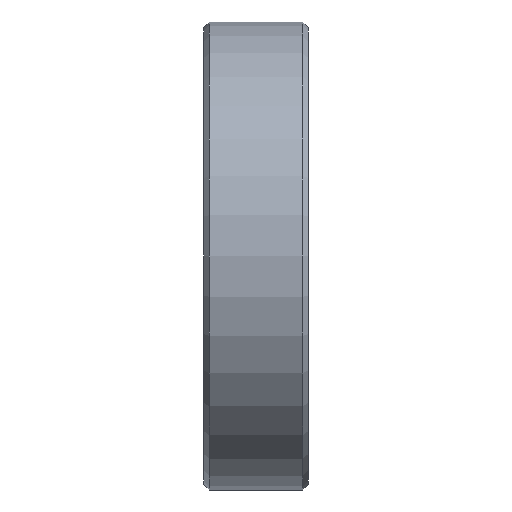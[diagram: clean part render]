
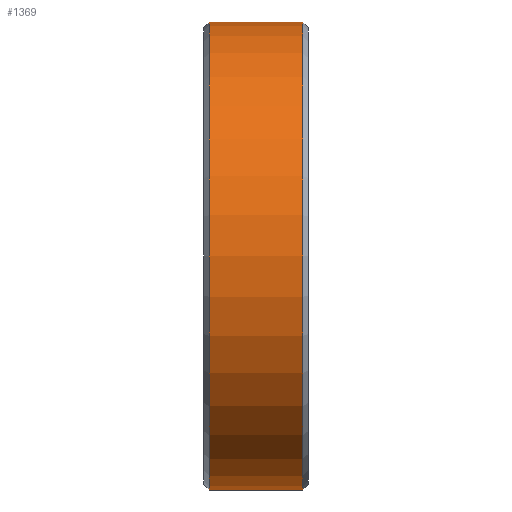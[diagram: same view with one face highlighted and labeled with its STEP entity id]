
A CAD part, left-side view. The second image highlights one B-rep face of the part: STEP entity #1369.
In plain terms, the highlighted cylindrical face has radius 17 mm (diameter 34 mm), a partial arc.
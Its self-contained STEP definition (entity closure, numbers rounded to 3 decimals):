
#53 = ORIENTED_EDGE ( 'NONE', *, *, #1166, .T. ) ;
#87 = EDGE_CURVE ( 'NONE', #847, #669, #1486, .T. ) ;
#133 = EDGE_CURVE ( 'NONE', #669, #444, #964, .T. ) ;
#135 = LINE ( 'NONE', #948, #1286 ) ;
#169 = AXIS2_PLACEMENT_3D ( 'NONE', #1400, #554, #1472 ) ;
#203 = CIRCLE ( 'NONE', #169, 17. ) ;
#371 = CARTESIAN_POINT ( 'NONE',  ( 0., 0.4, -17. ) ) ;
#416 = VERTEX_POINT ( 'NONE', #823 ) ;
#444 = VERTEX_POINT ( 'NONE', #809 ) ;
#454 = AXIS2_PLACEMENT_3D ( 'NONE', #1189, #1223, #1292 ) ;
#474 = ORIENTED_EDGE ( 'NONE', *, *, #1200, .F. ) ;
#538 = AXIS2_PLACEMENT_3D ( 'NONE', #1457, #935, #1444 ) ;
#554 = DIRECTION ( 'NONE',  ( 0., -1., 0. ) ) ;
#558 = CARTESIAN_POINT ( 'NONE',  ( 0., 0.4, 17. ) ) ;
#669 = VERTEX_POINT ( 'NONE', #558 ) ;
#809 = CARTESIAN_POINT ( 'NONE',  ( 0., 7.2, 17. ) ) ;
#823 = CARTESIAN_POINT ( 'NONE',  ( 0., 7.2, -17. ) ) ;
#847 = VERTEX_POINT ( 'NONE', #371 ) ;
#879 = ORIENTED_EDGE ( 'NONE', *, *, #133, .T. ) ;
#935 = DIRECTION ( 'NONE',  ( 0., 1., 0. ) ) ;
#948 = CARTESIAN_POINT ( 'NONE',  ( 0., 53.835, -17. ) ) ;
#964 = LINE ( 'NONE', #996, #1378 ) ;
#996 = CARTESIAN_POINT ( 'NONE',  ( 0., 53.835, 17. ) ) ;
#1166 = EDGE_CURVE ( 'NONE', #444, #416, #203, .T. ) ;
#1189 = CARTESIAN_POINT ( 'NONE',  ( 0., 0.4, 0. ) ) ;
#1200 = EDGE_CURVE ( 'NONE', #847, #416, #135, .T. ) ;
#1222 = DIRECTION ( 'NONE',  ( 0., 1., 0. ) ) ;
#1223 = DIRECTION ( 'NONE',  ( 0., 1., 0. ) ) ;
#1233 = DIRECTION ( 'NONE',  ( 0., 1., 0. ) ) ;
#1258 = EDGE_LOOP ( 'NONE', ( #474, #1468, #879, #53 ) ) ;
#1286 = VECTOR ( 'NONE', #1222, 1000. ) ;
#1292 = DIRECTION ( 'NONE',  ( 0., 0., -1. ) ) ;
#1369 = ADVANCED_FACE ( 'NONE', ( #1382 ), #1460, .T. ) ;
#1378 = VECTOR ( 'NONE', #1233, 1000. ) ;
#1382 = FACE_OUTER_BOUND ( 'NONE', #1258, .T. ) ;
#1400 = CARTESIAN_POINT ( 'NONE',  ( 0., 7.2, 0. ) ) ;
#1444 = DIRECTION ( 'NONE',  ( 0., 0., 1. ) ) ;
#1457 = CARTESIAN_POINT ( 'NONE',  ( 0., 53.835, 0. ) ) ;
#1460 = CYLINDRICAL_SURFACE ( 'NONE', #538, 17. ) ;
#1468 = ORIENTED_EDGE ( 'NONE', *, *, #87, .T. ) ;
#1472 = DIRECTION ( 'NONE',  ( 0., 0., 1. ) ) ;
#1486 = CIRCLE ( 'NONE', #454, 17. ) ;
